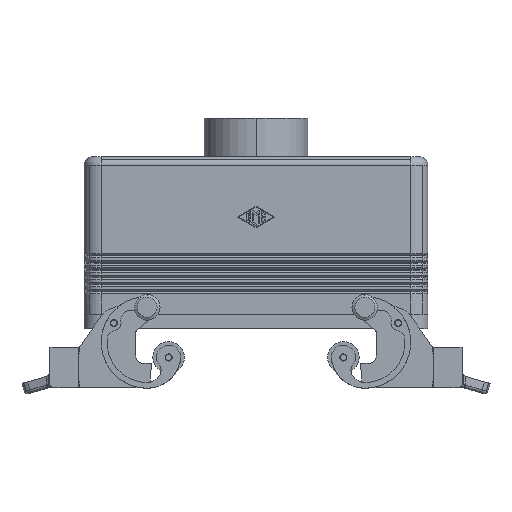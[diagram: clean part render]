
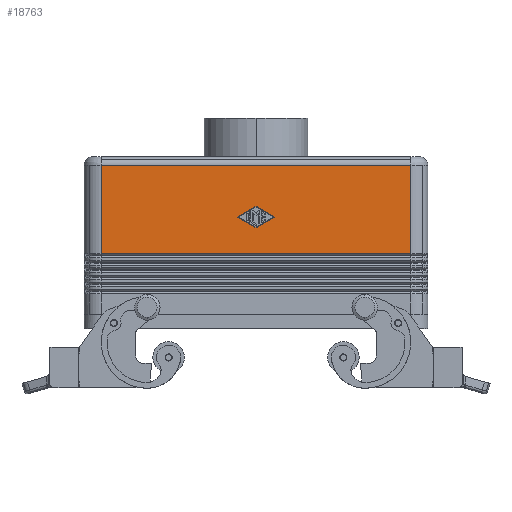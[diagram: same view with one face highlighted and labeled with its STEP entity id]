
A CAD part, front view. The second image highlights one B-rep face of the part: STEP entity #18763.
In plain terms, the highlighted planar face has unit normal (0, -1, 0).
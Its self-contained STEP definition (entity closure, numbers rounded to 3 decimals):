
#2668=CARTESIAN_POINT('',(-54.,-21.5,26.25));
#2669=VERTEX_POINT('',#2668);
#2677=CARTESIAN_POINT('',(-54.,-21.5,57.));
#2678=VERTEX_POINT('',#2677);
#2679=CARTESIAN_POINT('',(-54.,-21.5,26.25));
#2680=DIRECTION('',(0.0,0.0,1.0));
#2681=VECTOR('',#2680,30.75);
#2682=LINE('',#2679,#2681);
#2683=EDGE_CURVE('',#2669,#2678,#2682,.T.);
#5781=CARTESIAN_POINT('',(54.,-21.5,57.));
#5782=VERTEX_POINT('',#5781);
#5790=CARTESIAN_POINT('',(54.0,-21.5,26.25));
#5791=VERTEX_POINT('',#5790);
#5792=CARTESIAN_POINT('',(54.,-21.5,57.));
#5793=DIRECTION('',(0.0,0.0,-1.0));
#5794=VECTOR('',#5793,30.75);
#5795=LINE('',#5792,#5794);
#5796=EDGE_CURVE('',#5782,#5791,#5795,.T.);
#5984=CARTESIAN_POINT('',(-54.,-21.5,57.));
#5985=DIRECTION('',(1.0,0.0,0.0));
#5986=VECTOR('',#5985,108.);
#5987=LINE('',#5984,#5986);
#5988=EDGE_CURVE('',#2678,#5782,#5987,.T.);
#18713=CARTESIAN_POINT('',(0.,-21.5,30.));
#18714=DIRECTION('',(0.0,1.0,0.0));
#18715=DIRECTION('',(0.0,0.0,1.0));
#18716=AXIS2_PLACEMENT_3D('',#18713,#18714,#18715);
#18717=PLANE('',#18716);
#18718=ORIENTED_EDGE('',*,*,#5988,.F.);
#18719=ORIENTED_EDGE('',*,*,#2683,.F.);
#18720=CARTESIAN_POINT('',(54.0,-21.5,26.25));
#18721=DIRECTION('',(-1.0,0.0,0.0));
#18722=VECTOR('',#18721,108.);
#18723=LINE('',#18720,#18722);
#18724=EDGE_CURVE('',#5791,#2669,#18723,.T.);
#18725=ORIENTED_EDGE('',*,*,#18724,.F.);
#18726=ORIENTED_EDGE('',*,*,#5796,.F.);
#18727=EDGE_LOOP('',(#18718,#18719,#18725,#18726));
#18728=FACE_OUTER_BOUND('',#18727,.T.);
#18729=CARTESIAN_POINT('',(0.,-21.5,35.251));
#18730=VERTEX_POINT('',#18729);
#18731=CARTESIAN_POINT('',(-6.5,-21.5,39.0));
#18732=VERTEX_POINT('',#18731);
#18733=CARTESIAN_POINT('',(0.,-21.5,35.251));
#18734=DIRECTION('',(-0.866,0.0,0.5));
#18735=VECTOR('',#18734,7.504);
#18736=LINE('',#18733,#18735);
#18737=EDGE_CURVE('',#18730,#18732,#18736,.T.);
#18738=ORIENTED_EDGE('',*,*,#18737,.T.);
#18739=CARTESIAN_POINT('',(0.,-21.5,42.749));
#18740=VERTEX_POINT('',#18739);
#18741=CARTESIAN_POINT('',(-6.5,-21.5,39.0));
#18742=DIRECTION('',(0.866,0.0,0.5));
#18743=VECTOR('',#18742,7.504);
#18744=LINE('',#18741,#18743);
#18745=EDGE_CURVE('',#18732,#18740,#18744,.T.);
#18746=ORIENTED_EDGE('',*,*,#18745,.T.);
#18747=CARTESIAN_POINT('',(6.5,-21.5,39.0));
#18748=VERTEX_POINT('',#18747);
#18749=CARTESIAN_POINT('',(0.,-21.5,42.749));
#18750=DIRECTION('',(0.866,0.0,-0.5));
#18751=VECTOR('',#18750,7.504);
#18752=LINE('',#18749,#18751);
#18753=EDGE_CURVE('',#18740,#18748,#18752,.T.);
#18754=ORIENTED_EDGE('',*,*,#18753,.T.);
#18755=CARTESIAN_POINT('',(6.5,-21.5,39.0));
#18756=DIRECTION('',(-0.866,0.0,-0.5));
#18757=VECTOR('',#18756,7.504);
#18758=LINE('',#18755,#18757);
#18759=EDGE_CURVE('',#18748,#18730,#18758,.T.);
#18760=ORIENTED_EDGE('',*,*,#18759,.T.);
#18761=EDGE_LOOP('',(#18738,#18746,#18754,#18760));
#18762=FACE_BOUND('',#18761,.T.);
#18763=ADVANCED_FACE('',(#18728,#18762),#18717,.F.);
